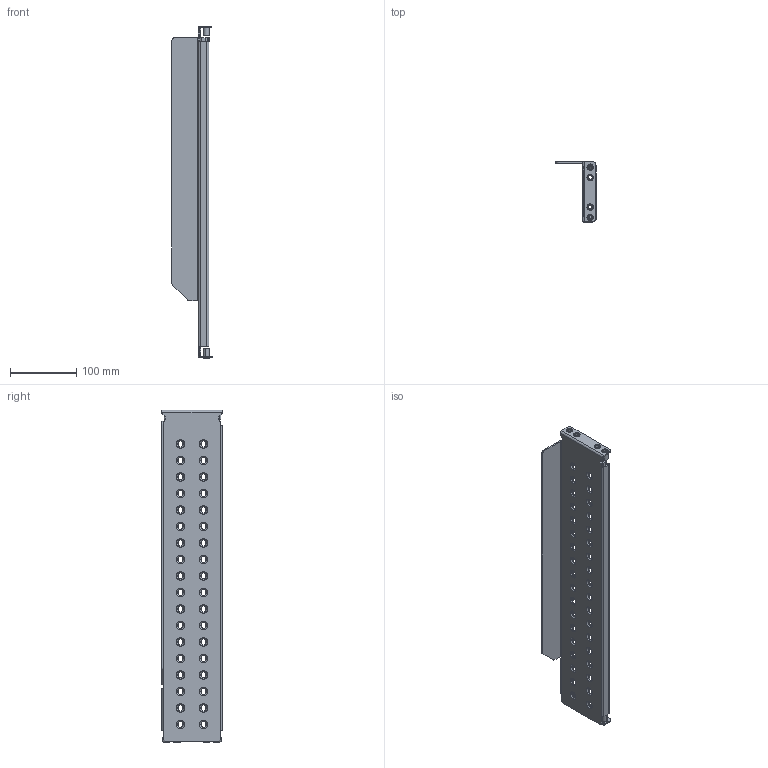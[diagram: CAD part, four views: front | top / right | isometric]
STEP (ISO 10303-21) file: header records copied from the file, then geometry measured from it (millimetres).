
FILE_DESCRIPTION (( 'STEP AP203' ), '1' );
FILE_NAME ('TR00-59A-EOR.STEP', '2024-10-16T12:09:40', ( '' ), ( '' ), 'SwSTEP 2.0', 'SolidWorks 2022', '' );
FILE_SCHEMA (( 'CONFIG_CONTROL_DESIGN' ));
Length unit declared in the file: millimetre
Products named in the file (1): TR00-59A-EOR
Bounding box: 61 x 91 x 503 mm (x, y, z)
Volume: 242942.3 mm3; surface area: 256855.8 mm2
Topology: 10 solids, 10 shells, 477 faces, 1163 edges, 714 vertices
Faces by surface type: cylinder 219, plane 170, cone 88
Entity records: 14286 total; most frequent: DIRECTION 2645, CARTESIAN_POINT 2355, ORIENTED_EDGE 2326, EDGE_CURVE 1163, AXIS2_PLACEMENT_3D 1004, VERTEX_POINT 714, VECTOR 637, LINE 637
